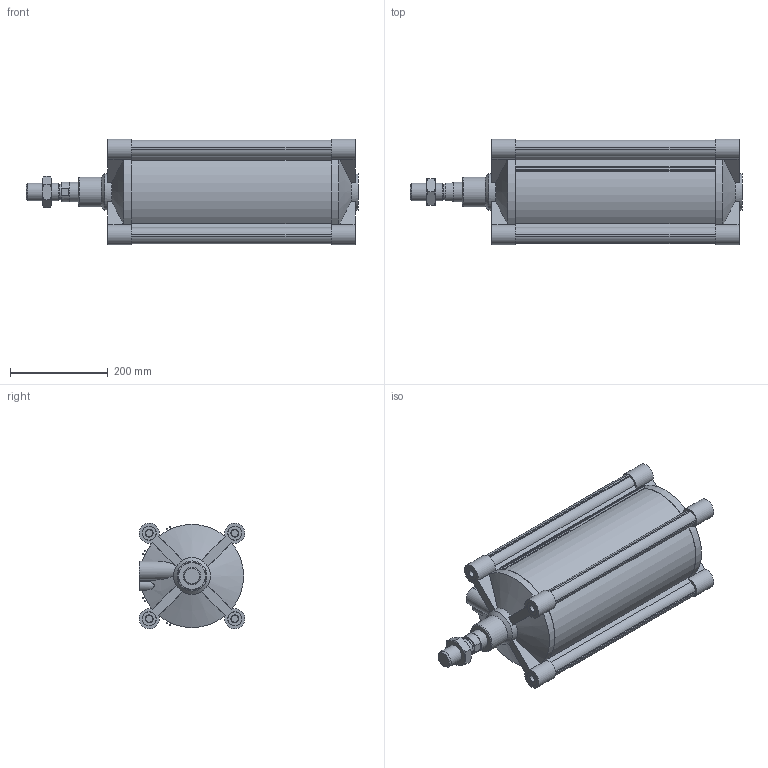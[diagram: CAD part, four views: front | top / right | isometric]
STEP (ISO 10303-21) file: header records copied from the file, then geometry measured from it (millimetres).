
FILE_DESCRIPTION(/* description */ ('STEP AP214'),/* implementation_level */ '2;1');
FILE_NAME(/* name */ '1390.200.325.01(00)',/* time_stamp */ '2022-06-14T22:16:21+02:00',/* author */ ('License CC BY-ND 4.0'),/* organization */ ('CADENAS'),/* preprocessor_version */ 'ST-DEVELOPER v18.102',/* originating_system */ 'PARTsolutions',/* authorisation */ ' ');
FILE_SCHEMA (('AUTOMOTIVE_DESIGN {1 0 10303 214 3 1 1}'));
Length unit declared in the file: millimetre
Products named in the file (6): 1390.200.325.01(00); 1320.200.18F; 2003250_piston; 200-right_head; 2003250CI0; 200_left_head
Assembly tree (5 placements, depth 2):
  1390.200.325.01(00)
    1320.200.18F
    2003250_piston
    200-right_head
    2003250CI0
    200_left_head
Bounding box: 678 x 216 x 216 mm (x, y, z)
Volume: 8341092.1 mm3; surface area: 1300191.6 mm2
Topology: 5 solids, 5 shells, 278 faces, 676 edges, 440 vertices
Faces by surface type: plane 150, cylinder 89, cone 38, torus 1
Full cylindrical faces by diameter (mm): 13.835 x8, 15 x2, 23 x4, 24.117 x2, 28 x8, 28.5 x8, 31.8 x1, 33.835 x1, 36 x1, 39.5 x1, 40 x2, 61 x1, 75 x2, 200 x4
Entity records: 8129 total; most frequent: CARTESIAN_POINT 1584, DIRECTION 1342, ORIENTED_EDGE 1222, EDGE_CURVE 611, AXIS2_PLACEMENT_3D 501, VERTEX_POINT 437, EDGE_LOOP 386, FACE_BOUND 386
